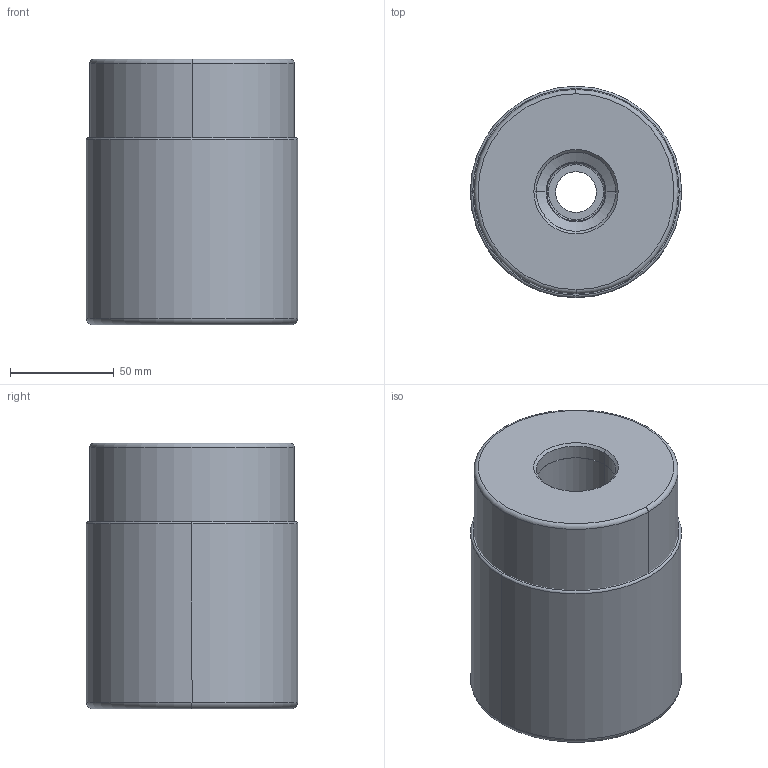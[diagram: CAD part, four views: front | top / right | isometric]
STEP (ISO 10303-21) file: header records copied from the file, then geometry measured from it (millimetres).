
FILE_DESCRIPTION(/* description */ (''),/* implementation_level */ '2;1');
FILE_NAME(/* name */ 'VFX6UR0406EA35_IR0_125.stp',/* time_stamp */ '2021-02-02T08:25:09+09:00',/* author */ (''),/* organization */ (''),/* preprocessor_version */ 'ST-DEVELOPER v16',/* originating_system */ 'SIEMENS PLM Software NX 10.0',/* authorisation */ '');
FILE_SCHEMA (('AUTOMOTIVE_DESIGN { 1 0 10303 214 3 1 1 1 }'));
Length unit declared in the file: millimetre
Products named in the file (1): VFX6UR0406EA35_IR0_125_ASM
Bounding box: 101.6 x 101.6 x 127.7 mm (x, y, z)
Volume: 1082028.4 mm3; surface area: 121691.4 mm2
Topology: 2 solids, 2 shells, 69 faces, 181 edges, 131 vertices
Faces by surface type: torus 20, cylinder 18, cone 18, plane 7, revolution 6
Entity records: 2687 total; most frequent: CARTESIAN_POINT 732, DIRECTION 458, ORIENTED_EDGE 344, AXIS2_PLACEMENT_3D 206, EDGE_CURVE 172, CIRCLE 132, VERTEX_POINT 110, EDGE_LOOP 76
